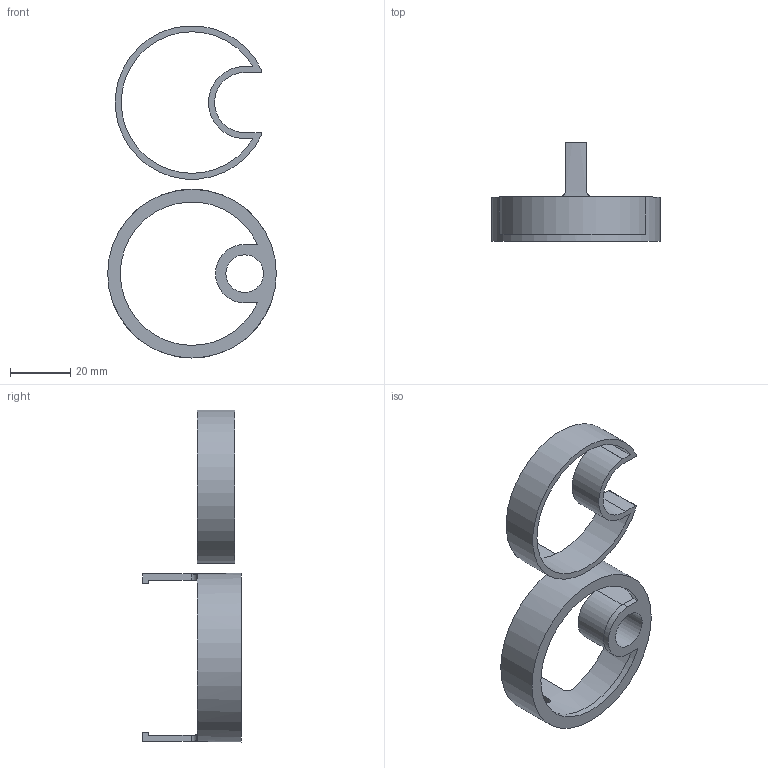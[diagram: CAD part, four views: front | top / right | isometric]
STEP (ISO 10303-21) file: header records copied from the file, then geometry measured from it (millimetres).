
FILE_DESCRIPTION(/* description */ (''),/* implementation_level */ '2;1');
FILE_NAME(/* name */ '210413_BrainStrainer_v6_mm.step',/* time_stamp */ '2021-04-14T10:09:56+01:00',/* author */ (''),/* organization */ (''),/* preprocessor_version */ 'ST-DEVELOPER v18.1',/* originating_system */ 'Autodesk Translation Framework v10.6.0.1341',/* authorisation */ '');
FILE_SCHEMA (('AUTOMOTIVE_DESIGN { 1 0 10303 214 3 1 1 }'));
Length unit declared in the file: millimetre
Products named in the file (3): (Unsaved); Component1; Component2
Assembly tree (2 placements, depth 2):
  (Unsaved)
    Component1
    Component2
Bounding box: 56 x 32.64 x 110.21 mm (x, y, z)
Volume: 12850.4 mm3; surface area: 13213 mm2
Topology: 2 solids, 2 shells, 41 faces, 111 edges, 74 vertices
Faces by surface type: plane 23, cylinder 18
Full cylindrical faces by diameter (mm): 12.5 x1, 56 x1
Entity records: 1468 total; most frequent: CARTESIAN_POINT 303, DIRECTION 231, ORIENTED_EDGE 222, EDGE_CURVE 111, AXIS2_PLACEMENT_3D 82, VERTEX_POINT 74, LINE 67, VECTOR 67
